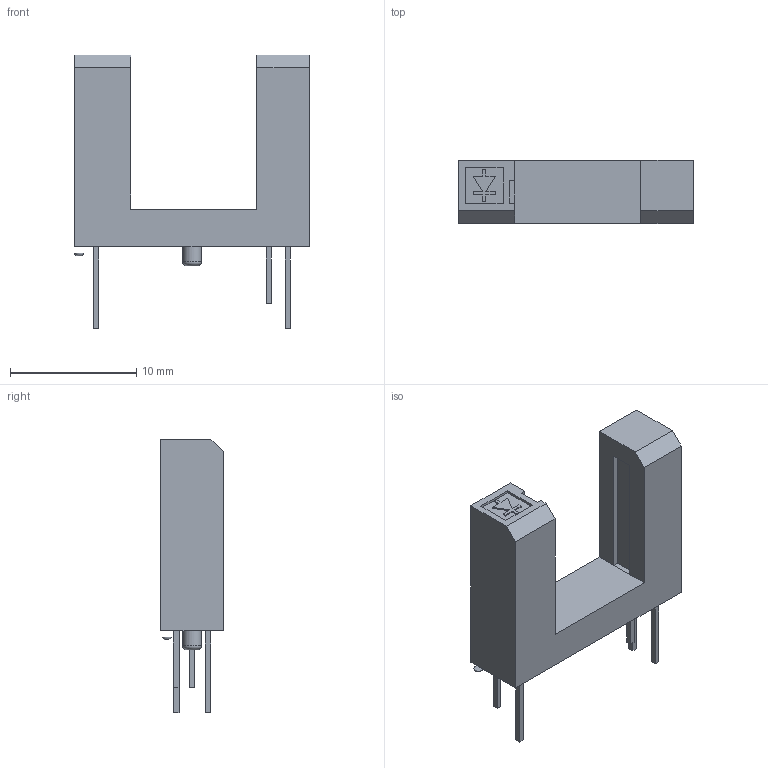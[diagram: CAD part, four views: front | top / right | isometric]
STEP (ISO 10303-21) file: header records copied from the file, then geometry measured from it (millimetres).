
FILE_DESCRIPTION(('FreeCAD Model'),'2;1');
FILE_NAME('Open CASCADE Shape Model','2021-04-21T03:29:15',( 'kicad StepUp'),('ksu MCAD'),'Open CASCADE STEP processor 7.5', 'FreeCAD','Unknown');
FILE_SCHEMA(('AUTOMOTIVE_DESIGN { 1 0 10303 214 1 1 1 1 }'));
Length unit declared in the file: millimetre
Products named in the file (1): Compound
Bounding box: 18.6 x 5 x 21.7 mm (x, y, z)
Volume: 795.4 mm3; surface area: 847.8 mm2
Topology: 7 solids, 8 shells, 79 faces, 186 edges, 122 vertices
Faces by surface type: plane 75, cylinder 2, torus 1, revolution 1
Full cylindrical faces by diameter (mm): 0.7 x1, 1.5 x1
Entity records: 2851 total; most frequent: CARTESIAN_POINT 397, ORIENTED_EDGE 374, DIRECTION 355, EDGE_CURVE 187, LINE 178, VECTOR 178, VERTEX_POINT 123, AXIS2_PLACEMENT_3D 88
